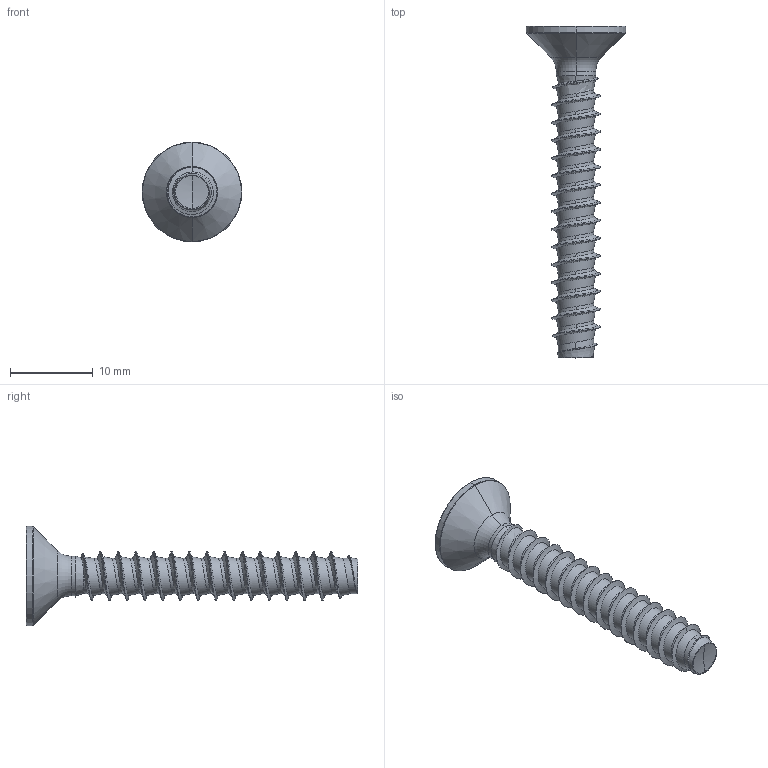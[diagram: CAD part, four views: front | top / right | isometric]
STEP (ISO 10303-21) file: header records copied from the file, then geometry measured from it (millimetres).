
FILE_DESCRIPTION (( 'STEP AP203' ), '1' );
FILE_NAME ('STP430600400.STEP', '2017-08-16T16:07:47', ( '' ), ( '' ), 'SwSTEP 2.0', 'SolidWorks 2015', '' );
FILE_SCHEMA (( 'CONFIG_CONTROL_DESIGN' ));
Length unit declared in the file: millimetre
Products named in the file (1): STP430600400
Bounding box: 12 x 40 x 12 mm (x, y, z)
Volume: 870.2 mm3; surface area: 1125.2 mm2
Topology: 1 solids, 1 shells, 120 faces, 299 edges, 183 vertices
Faces by surface type: cylinder 58, bspline 35, cone 12, torus 10, plane 3, sphere 2
Entity records: 34566 total; most frequent: CARTESIAN_POINT 32063, ORIENTED_EDGE 598, DIRECTION 386, EDGE_CURVE 299, VERTEX_POINT 183, AXIS2_PLACEMENT_3D 156, B_SPLINE_CURVE_WITH_KNOTS 123, EDGE_LOOP 122
